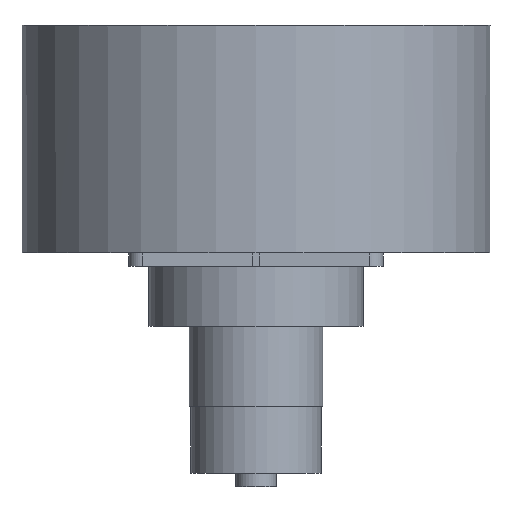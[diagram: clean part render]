
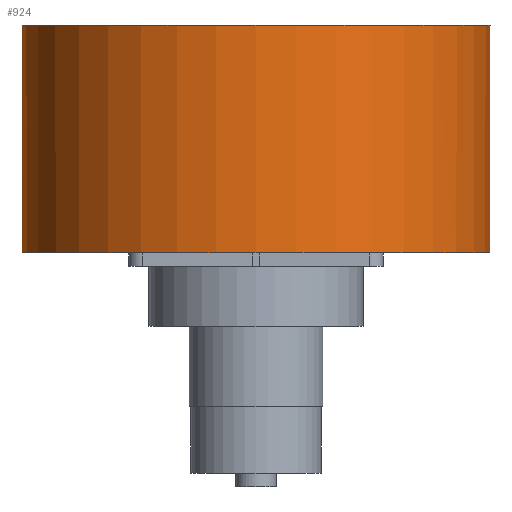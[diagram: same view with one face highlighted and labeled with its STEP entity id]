
A CAD part, left-side view. The second image highlights one B-rep face of the part: STEP entity #924.
In plain terms, the highlighted cylindrical face has radius 35 mm (diameter 70 mm), a partial arc.
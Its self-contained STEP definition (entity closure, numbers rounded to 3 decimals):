
#736=CYLINDRICAL_SURFACE('',#2452,35.);
#832=CIRCLE('',#2428,35.);
#838=CIRCLE('',#2439,35.);
#841=CIRCLE('',#2444,35.);
#842=CIRCLE('',#2445,35.);
#924=ADVANCED_FACE('',(#1076),#736,.T.);
#1076=FACE_OUTER_BOUND('',#1172,.T.);
#1172=EDGE_LOOP('',(#1507,#1508,#1509,#1510,#1511,#1512,#1513,#1514));
#1507=ORIENTED_EDGE('',*,*,#1975,.F.);
#1508=ORIENTED_EDGE('',*,*,#1971,.F.);
#1509=ORIENTED_EDGE('',*,*,#1974,.F.);
#1510=ORIENTED_EDGE('',*,*,#1979,.F.);
#1511=ORIENTED_EDGE('',*,*,#1988,.T.);
#1512=ORIENTED_EDGE('',*,*,#1959,.F.);
#1513=ORIENTED_EDGE('',*,*,#1985,.F.);
#1514=ORIENTED_EDGE('',*,*,#1980,.F.);
#1769=VERTEX_POINT('',#3274);
#1770=VERTEX_POINT('',#3275);
#1777=VERTEX_POINT('',#3299);
#1778=VERTEX_POINT('',#3300);
#1779=VERTEX_POINT('',#3304);
#1780=VERTEX_POINT('',#3305);
#1783=VERTEX_POINT('',#3314);
#1784=VERTEX_POINT('',#3317);
#1959=EDGE_CURVE('',#1769,#1770,#832,.T.);
#1971=EDGE_CURVE('',#1777,#1778,#838,.T.);
#1974=EDGE_CURVE('',#1780,#1777,#2158,.T.);
#1975=EDGE_CURVE('',#1778,#1779,#2159,.T.);
#1979=EDGE_CURVE('',#1783,#1780,#841,.T.);
#1980=EDGE_CURVE('',#1779,#1784,#842,.T.);
#1985=EDGE_CURVE('',#1784,#1769,#2166,.T.);
#1988=EDGE_CURVE('',#1783,#1770,#2169,.T.);
#2158=LINE('',#3306,#2310);
#2159=LINE('',#3307,#2311);
#2166=LINE('',#3326,#2318);
#2169=LINE('',#3331,#2321);
#2310=VECTOR('',#2800,1.);
#2311=VECTOR('',#2801,1.);
#2318=VECTOR('',#2820,1.);
#2321=VECTOR('',#2827,1.);
#2428=AXIS2_PLACEMENT_3D('',#3273,#2764,#2765);
#2439=AXIS2_PLACEMENT_3D('',#3298,#2792,#2793);
#2444=AXIS2_PLACEMENT_3D('',#3315,#2807,#2808);
#2445=AXIS2_PLACEMENT_3D('',#3316,#2809,#2810);
#2452=AXIS2_PLACEMENT_3D('',#3333,#2830,#2831);
#2764=DIRECTION('',(0.,0.,-1.));
#2765=DIRECTION('',(1.,0.,0.));
#2792=DIRECTION('',(0.,0.,1.));
#2793=DIRECTION('',(-0.99,0.14,0.));
#2800=DIRECTION('',(0.,0.,1.));
#2801=DIRECTION('',(0.,0.,-1.));
#2807=DIRECTION('',(0.,0.,-1.));
#2808=DIRECTION('',(-0.99,0.14,0.));
#2809=DIRECTION('',(0.,0.,-1.));
#2810=DIRECTION('',(-0.99,0.14,0.));
#2820=DIRECTION('',(0.,0.,-1.));
#2827=DIRECTION('',(0.,0.,-1.));
#2830=DIRECTION('',(0.,0.,-1.));
#2831=DIRECTION('',(-1.,0.,0.));
#3273=CARTESIAN_POINT('',(0.,0.,-1.));
#3274=CARTESIAN_POINT('',(4.902,-34.655,-1.));
#3275=CARTESIAN_POINT('',(4.902,34.655,-1.));
#3298=CARTESIAN_POINT('',(0.,0.,33.));
#3299=CARTESIAN_POINT('',(34.958,1.707,33.));
#3300=CARTESIAN_POINT('',(34.958,-1.707,33.));
#3304=CARTESIAN_POINT('',(34.958,-1.707,30.));
#3305=CARTESIAN_POINT('',(34.958,1.707,30.));
#3306=CARTESIAN_POINT('',(34.958,1.707,33.));
#3307=CARTESIAN_POINT('',(34.958,-1.707,33.));
#3314=CARTESIAN_POINT('',(4.902,34.655,30.));
#3315=CARTESIAN_POINT('',(0.,0.,30.));
#3316=CARTESIAN_POINT('',(0.,0.,30.));
#3317=CARTESIAN_POINT('',(4.902,-34.655,30.));
#3326=CARTESIAN_POINT('',(4.902,-34.655,30.));
#3331=CARTESIAN_POINT('',(4.902,34.655,30.));
#3333=CARTESIAN_POINT('',(0.,0.,30.));
